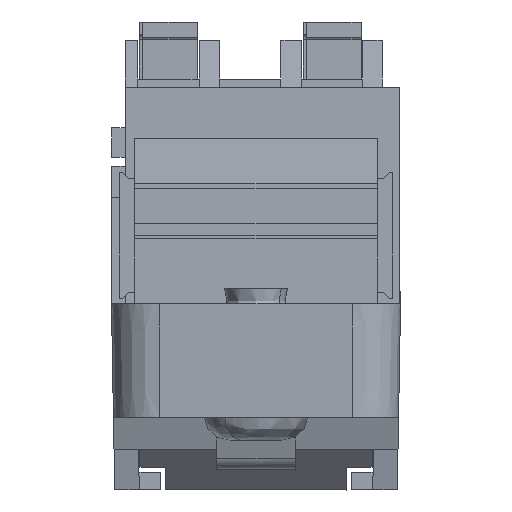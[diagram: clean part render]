
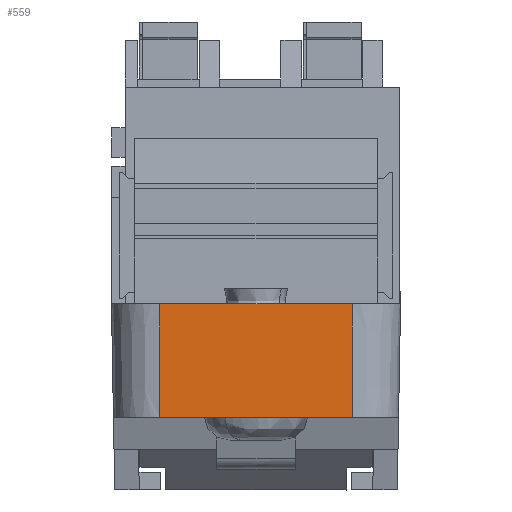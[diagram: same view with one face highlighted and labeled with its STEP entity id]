
A CAD part, front view. The second image highlights one B-rep face of the part: STEP entity #559.
In plain terms, the highlighted planar face has unit normal (0, -1, -0.018).
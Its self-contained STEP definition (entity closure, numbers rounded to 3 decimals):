
#539=AXIS2_PLACEMENT_3D('Plane Axis2P3D',#536,#537,#538) ;
#194=CARTESIAN_POINT('Vertex',(14.953,0.123,4.5)) ;
#197=CARTESIAN_POINT('Line Origine',(8.983,0.123,4.5)) ;
#201=CARTESIAN_POINT('Vertex',(3.013,0.123,4.5)) ;
#520=CARTESIAN_POINT('Vertex',(14.953,0.,11.55)) ;
#523=CARTESIAN_POINT('Line Origine',(14.953,-8724.703,499849.463)) ;
#536=CARTESIAN_POINT('Axis2P3D Location',(17.953,0.,11.55)) ;
#541=CARTESIAN_POINT('Line Origine',(8.983,0.,11.55)) ;
#545=CARTESIAN_POINT('Vertex',(3.013,0.,11.55)) ;
#548=CARTESIAN_POINT('Line Origine',(3.013,0.062,8.025)) ;
#198=DIRECTION('Vector Direction',(-1.,0.,0.)) ;
#524=DIRECTION('Vector Direction',(0.,-0.017,1.)) ;
#537=DIRECTION('Axis2P3D Direction',(0.,-1.,-0.017)) ;
#538=DIRECTION('Axis2P3D XDirection',(0.,0.017,-1.)) ;
#542=DIRECTION('Vector Direction',(-1.,0.,0.)) ;
#549=DIRECTION('Vector Direction',(0.,-0.017,1.)) ;
#199=VECTOR('Line Direction',#198,1.) ;
#525=VECTOR('Line Direction',#524,1.) ;
#543=VECTOR('Line Direction',#542,1.) ;
#550=VECTOR('Line Direction',#549,1.) ;
#554=ORIENTED_EDGE('',*,*,#527,.F.) ;
#555=ORIENTED_EDGE('',*,*,#547,.T.) ;
#556=ORIENTED_EDGE('',*,*,#552,.F.) ;
#557=ORIENTED_EDGE('',*,*,#203,.F.) ;
#559=ADVANCED_FACE('Combine1',(#558),#540,.T.) ;
#203=EDGE_CURVE('',#195,#202,#200,.T.) ;
#527=EDGE_CURVE('',#521,#195,#526,.F.) ;
#547=EDGE_CURVE('',#521,#546,#544,.T.) ;
#552=EDGE_CURVE('',#202,#546,#551,.T.) ;
#553=EDGE_LOOP('',(#554,#555,#556,#557)) ;
#558=FACE_OUTER_BOUND('',#553,.T.) ;
#200=LINE('Line',#197,#199) ;
#526=LINE('Line',#523,#525) ;
#544=LINE('Line',#541,#543) ;
#551=LINE('Line',#548,#550) ;
#540=PLANE('',#539) ;
#195=VERTEX_POINT('',#194) ;
#202=VERTEX_POINT('',#201) ;
#521=VERTEX_POINT('',#520) ;
#546=VERTEX_POINT('',#545) ;
